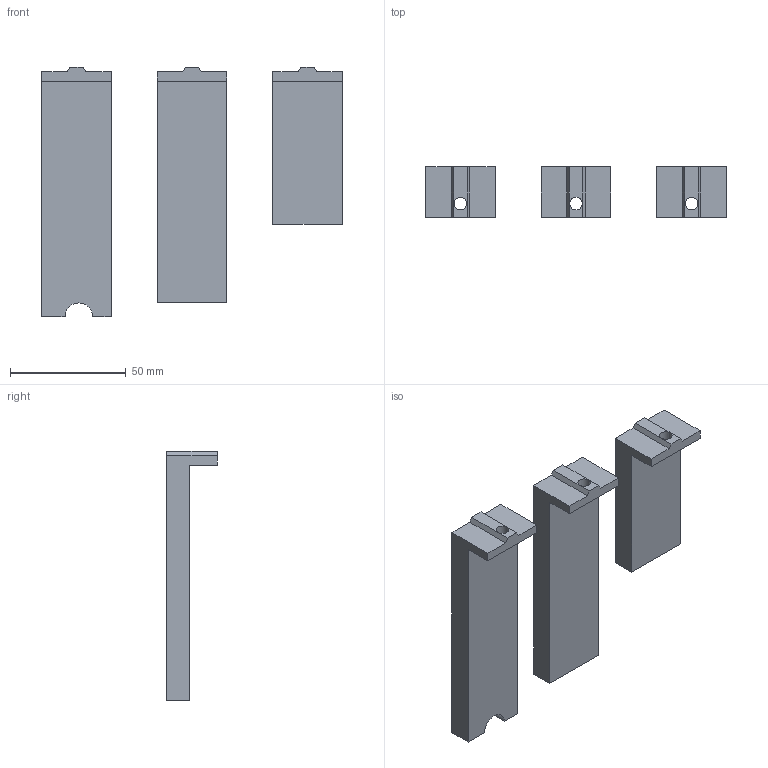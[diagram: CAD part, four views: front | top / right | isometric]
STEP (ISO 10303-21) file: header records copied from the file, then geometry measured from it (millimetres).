
FILE_DESCRIPTION(/* description */ (''),/* implementation_level */ '2;1');
FILE_NAME(/* name */ 'I3 Gantry Z Spacers v2.step',/* time_stamp */ '2024-10-03T10:42:24-04:00',/* author */ (''),/* organization */ (''),/* preprocessor_version */ 'ST-DEVELOPER v20',/* originating_system */ 'Autodesk Translation Framework v13.20.0.188',/* authorisation */ '');
FILE_SCHEMA (('AUTOMOTIVE_DESIGN { 1 0 10303 214 3 1 1 }'));
Length unit declared in the file: millimetre
Products named in the file (4): I3 Gantry Z Spacers; Z Gantry Spacer Extrusion to Rod with Notch; Z Gantry Spacer Extrusion to Rod ; Z Gantry Spacer Extrusion to Mount
Assembly tree (3 placements, depth 2):
  I3 Gantry Z Spacers
    Z Gantry Spacer Extrusion to Rod with Notch
    Z Gantry Spacer Extrusion to Rod 
    Z Gantry Spacer Extrusion to Mount
Bounding box: 130 x 22 x 108 mm (x, y, z)
Volume: 85833.1 mm3; surface area: 26366.7 mm2
Topology: 3 solids, 3 shells, 41 faces, 105 edges, 70 vertices
Faces by surface type: plane 37, cylinder 4
Full cylindrical faces by diameter (mm): 5.5 x3
Entity records: 1356 total; most frequent: CARTESIAN_POINT 223, ORIENTED_EDGE 210, DIRECTION 209, EDGE_CURVE 105, LINE 97, VECTOR 97, VERTEX_POINT 70, AXIS2_PLACEMENT_3D 56
